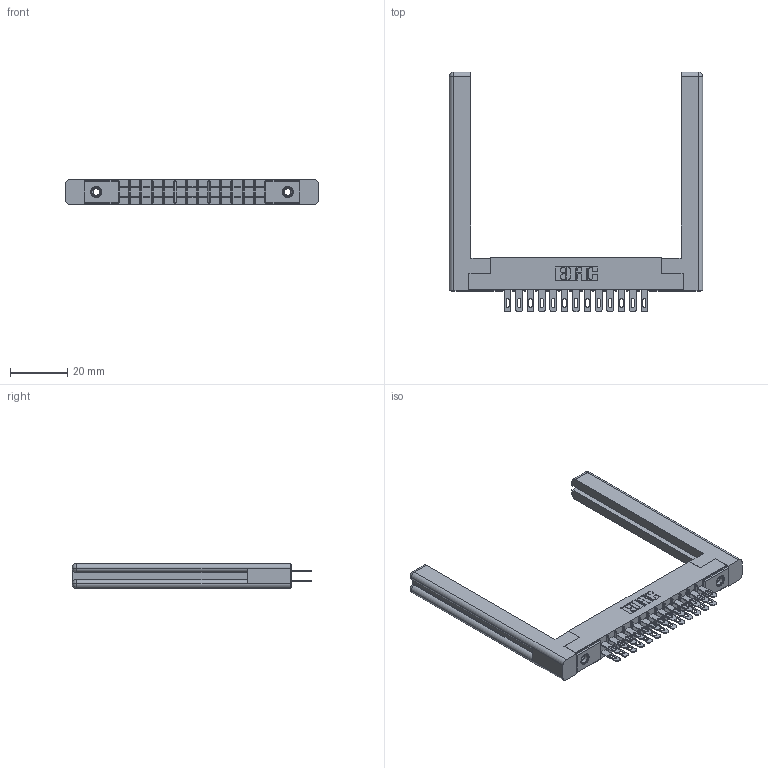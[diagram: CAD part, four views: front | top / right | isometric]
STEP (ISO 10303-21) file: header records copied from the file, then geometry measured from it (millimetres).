
FILE_DESCRIPTION (( 'STEP AP203' ), '1' );
FILE_NAME ('305-026-500-558.STEP', '2019-09-09T15:05:55', ( '' ), ( '' ), 'SwSTEP 2.0', 'SolidWorks 2016', '' );
FILE_SCHEMA (( 'CONFIG_CONTROL_DESIGN' ));
Length unit declared in the file: inch
Products named in the file (5): 305-290-001_500; 305-026-500-558; 305 Part_.156 Dia; 307-220-058; 345-250-001_345-250-001-102
Assembly tree (31 placements, depth 2):
  305-026-500-558
    305 Part_.156 Dia
    305-290-001_500  x26
    345-250-001_345-250-001-102  x2
    307-220-058  x2
Bounding box: 88.14 x 83.49 x 8.71 mm (x, y, z)
Volume: 13158.8 mm3; surface area: 15663.3 mm2
Topology: 31 solids, 31 shells, 1558 faces, 4401 edges, 2850 vertices
Faces by surface type: plane 880, cylinder 602, sphere 52, cone 12, torus 12
Entity records: 20261 total; most frequent: CARTESIAN_POINT 3368, ORIENTED_EDGE 3280, DIRECTION 3246, EDGE_CURVE 1640, LINE 1282, VECTOR 1282, VERTEX_POINT 1050, AXIS2_PLACEMENT_3D 982
